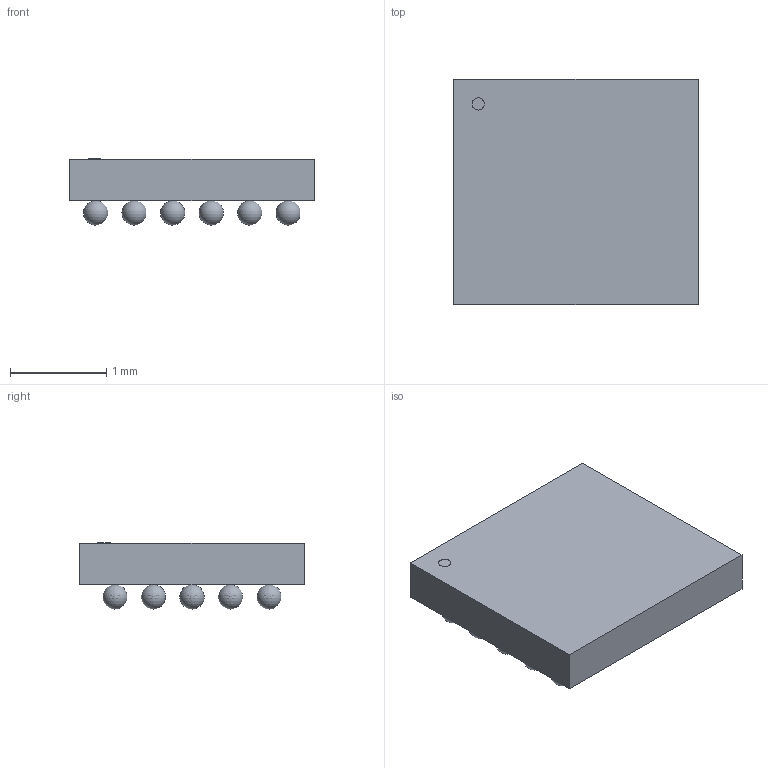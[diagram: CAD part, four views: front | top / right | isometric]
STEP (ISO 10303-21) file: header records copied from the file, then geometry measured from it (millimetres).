
FILE_DESCRIPTION(('STEP AP214'),'1');
FILE_NAME('21-100414_W302P2Z1_MXM','2022-05-22T21:56:16',(''),(''),'','','');
FILE_SCHEMA(('AUTOMOTIVE_DESIGN'));
Length unit declared in the file: millimetre
Products named in the file (1): product
Bounding box: 2.54 x 2.34 x 0.69 mm (x, y, z)
Volume: 2.8 mm3; surface area: 22.2 mm2
Topology: 32 solids, 32 shells, 39 faces, 105 edges, 70 vertices
Faces by surface type: sphere 30, plane 8, cylinder 1
Full cylindrical faces by diameter (mm): 0.127 x1
Entity records: 526 total; most frequent: DIRECTION 98, CARTESIAN_POINT 53, AXIS2_PLACEMENT_3D 43, STYLED_ITEM 39, ADVANCED_FACE 39, MANIFOLD_SOLID_BREP 32, CLOSED_SHELL 32, SPHERICAL_SURFACE 30
